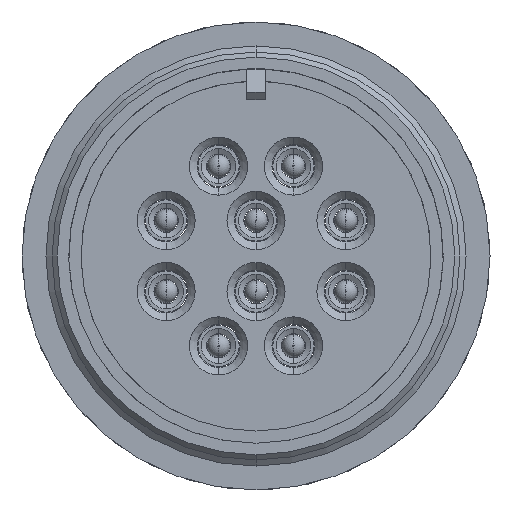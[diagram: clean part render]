
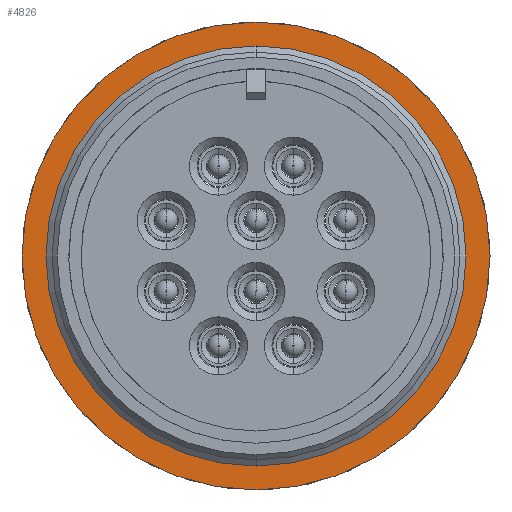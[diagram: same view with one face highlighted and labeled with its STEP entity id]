
A CAD part, front view. The second image highlights one B-rep face of the part: STEP entity #4826.
In plain terms, the highlighted face is planar.
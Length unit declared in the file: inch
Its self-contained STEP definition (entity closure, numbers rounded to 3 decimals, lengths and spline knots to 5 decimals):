
#1617 = CARTESIAN_POINT ( 'NONE',  ( 0., -0.656, 0. ) ) ;
#1624 = PLANE ( 'NONE',  #3735 ) ;
#1626 = DIRECTION ( 'NONE',  ( 0., -1., 0. ) ) ;
#1627 = DIRECTION ( 'NONE',  ( 0., 0., -1. ) ) ;
#2343 = CARTESIAN_POINT ( 'NONE',  ( 0., -0.656, 0.625 ) ) ;
#2376 = CARTESIAN_POINT ( 'NONE',  ( 0., -0.656, -0.625 ) ) ;
#2399 = CARTESIAN_POINT ( 'NONE',  ( 0., -0.656, -0.5215 ) ) ;
#2422 = CARTESIAN_POINT ( 'NONE',  ( 0., -0.656, 0.5215 ) ) ;
#3122 = EDGE_CURVE ( 'NONE', #8039, #8062, #6928, .T. ) ;
#3128 = EDGE_CURVE ( 'NONE', #8014, #7883, #6881, .T. ) ;
#3163 = EDGE_CURVE ( 'NONE', #7883, #8014, #6955, .T. ) ;
#3167 = EDGE_CURVE ( 'NONE', #8062, #8039, #6984, .T. ) ;
#3388 = AXIS2_PLACEMENT_3D ( 'NONE', #5054, #5055, #5056 ) ;
#3391 = AXIS2_PLACEMENT_3D ( 'NONE', #5068, #5069, #5070 ) ;
#3406 = AXIS2_PLACEMENT_3D ( 'NONE', #5155, #5156, #5157 ) ;
#3410 = AXIS2_PLACEMENT_3D ( 'NONE', #5167, #5168, #5169 ) ;
#3735 = AXIS2_PLACEMENT_3D ( 'NONE', #1617, #1626, #1627 ) ;
#4223 = EDGE_LOOP ( 'NONE', ( #7921, #7888 ) ) ;
#4278 = EDGE_LOOP ( 'NONE', ( #7906, #7826 ) ) ;
#4826 = ADVANCED_FACE ( 'NONE', ( #5970, #5973 ), #1624, .F. ) ;
#5054 = CARTESIAN_POINT ( 'NONE',  ( 0., -0.656, 0. ) ) ;
#5055 = DIRECTION ( 'NONE',  ( 0., -1., 0. ) ) ;
#5056 = DIRECTION ( 'NONE',  ( 0., 0., -1. ) ) ;
#5068 = CARTESIAN_POINT ( 'NONE',  ( 0., -0.656, 0. ) ) ;
#5069 = DIRECTION ( 'NONE',  ( 0., -1., 0. ) ) ;
#5070 = DIRECTION ( 'NONE',  ( 0., 0., -1. ) ) ;
#5155 = CARTESIAN_POINT ( 'NONE',  ( 0., -0.656, 0. ) ) ;
#5156 = DIRECTION ( 'NONE',  ( 0., -1., 0. ) ) ;
#5157 = DIRECTION ( 'NONE',  ( 0., 0., -1. ) ) ;
#5167 = CARTESIAN_POINT ( 'NONE',  ( 0., -0.656, 0. ) ) ;
#5168 = DIRECTION ( 'NONE',  ( 0., -1., 0. ) ) ;
#5169 = DIRECTION ( 'NONE',  ( 0., 0., -1. ) ) ;
#5970 = FACE_OUTER_BOUND ( 'NONE', #4223, .T. ) ;
#5973 = FACE_BOUND ( 'NONE', #4278, .T. ) ;
#6881 = CIRCLE ( 'NONE', #3391, 0.625 ) ;
#6928 = CIRCLE ( 'NONE', #3388, 0.5215 ) ;
#6955 = CIRCLE ( 'NONE', #3406, 0.625 ) ;
#6984 = CIRCLE ( 'NONE', #3410, 0.5215 ) ;
#7826 = ORIENTED_EDGE ( 'NONE', *, *, #3122, .T. ) ;
#7883 = VERTEX_POINT ( 'NONE', #2343 ) ;
#7888 = ORIENTED_EDGE ( 'NONE', *, *, #3128, .F. ) ;
#7906 = ORIENTED_EDGE ( 'NONE', *, *, #3167, .T. ) ;
#7921 = ORIENTED_EDGE ( 'NONE', *, *, #3163, .F. ) ;
#8014 = VERTEX_POINT ( 'NONE', #2376 ) ;
#8039 = VERTEX_POINT ( 'NONE', #2399 ) ;
#8062 = VERTEX_POINT ( 'NONE', #2422 ) ;
